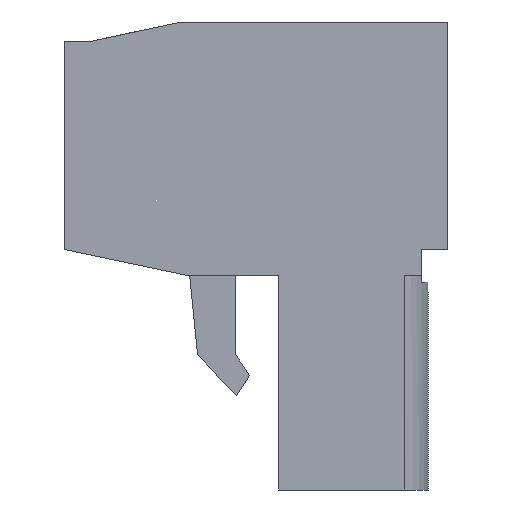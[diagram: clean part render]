
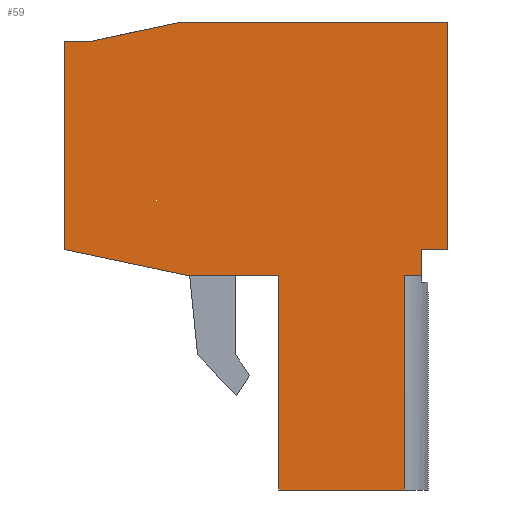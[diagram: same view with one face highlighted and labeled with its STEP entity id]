
A CAD part, left-side view. The second image highlights one B-rep face of the part: STEP entity #59.
In plain terms, the highlighted planar face has unit normal (-1, 0, 0).
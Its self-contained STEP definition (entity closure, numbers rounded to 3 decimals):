
#59=ADVANCED_FACE('',(#183),#184,.F.);
#183=FACE_OUTER_BOUND('',#432,.T.);
#184=PLANE('',#433);
#432=EDGE_LOOP('',(#681,#682,#683,#684,#685,#686,#687,#688,#689,#690,#691,#692,#693));
#433=AXIS2_PLACEMENT_3D('',#694,#695,#696);
#681=ORIENTED_EDGE('',*,*,#1636,.F.);
#682=ORIENTED_EDGE('',*,*,#1637,.F.);
#683=ORIENTED_EDGE('',*,*,#1638,.F.);
#684=ORIENTED_EDGE('',*,*,#1639,.F.);
#685=ORIENTED_EDGE('',*,*,#1640,.F.);
#686=ORIENTED_EDGE('',*,*,#1641,.F.);
#687=ORIENTED_EDGE('',*,*,#1642,.F.);
#688=ORIENTED_EDGE('',*,*,#1643,.F.);
#689=ORIENTED_EDGE('',*,*,#1644,.F.);
#690=ORIENTED_EDGE('',*,*,#1645,.F.);
#691=ORIENTED_EDGE('',*,*,#1646,.F.);
#692=ORIENTED_EDGE('',*,*,#1647,.T.);
#693=ORIENTED_EDGE('',*,*,#1648,.F.);
#694=CARTESIAN_POINT('',(-5.08,0.0,0.0));
#695=DIRECTION('',(1.0,0.0,0.0));
#696=DIRECTION('',(0.0,1.0,0.0));
#1636=EDGE_CURVE('',#1938,#1939,#1940,.T.);
#1637=EDGE_CURVE('',#1941,#1938,#1942,.T.);
#1638=EDGE_CURVE('',#1943,#1941,#1944,.T.);
#1639=EDGE_CURVE('',#1945,#1943,#1946,.T.);
#1640=EDGE_CURVE('',#1947,#1945,#1948,.T.);
#1641=EDGE_CURVE('',#1949,#1947,#1950,.T.);
#1642=EDGE_CURVE('',#1951,#1949,#1952,.T.);
#1643=EDGE_CURVE('',#1953,#1951,#1954,.T.);
#1644=EDGE_CURVE('',#1955,#1953,#1956,.T.);
#1645=EDGE_CURVE('',#1957,#1955,#1958,.T.);
#1646=EDGE_CURVE('',#1959,#1957,#1960,.T.);
#1647=EDGE_CURVE('',#1959,#1961,#1962,.T.);
#1648=EDGE_CURVE('',#1939,#1961,#1963,.T.);
#1938=VERTEX_POINT('',#2424);
#1939=VERTEX_POINT('',#2425);
#1940=LINE('',#2426,#2427);
#1941=VERTEX_POINT('',#2428);
#1942=LINE('',#2429,#2430);
#1943=VERTEX_POINT('',#2431);
#1944=LINE('',#2432,#2433);
#1945=VERTEX_POINT('',#2434);
#1946=LINE('',#2435,#2436);
#1947=VERTEX_POINT('',#2437);
#1948=LINE('',#2438,#2439);
#1949=VERTEX_POINT('',#2440);
#1950=LINE('',#2441,#2442);
#1951=VERTEX_POINT('',#2443);
#1952=LINE('',#2444,#2445);
#1953=VERTEX_POINT('',#2446);
#1954=LINE('',#2447,#2448);
#1955=VERTEX_POINT('',#2449);
#1956=LINE('',#2450,#2451);
#1957=VERTEX_POINT('',#2452);
#1958=LINE('',#2453,#2454);
#1959=VERTEX_POINT('',#2455);
#1960=LINE('',#2456,#2457);
#1961=VERTEX_POINT('',#2458);
#1962=LINE('',#2459,#2460);
#1963=LINE('',#2461,#2462);
#2424=CARTESIAN_POINT('',(-5.08,-2.692,-3.556));
#2425=CARTESIAN_POINT('',(-5.08,-2.692,-4.572));
#2426=CARTESIAN_POINT('',(-5.08,-2.692,-3.556));
#2427=VECTOR('',#3174,1.016);
#2428=CARTESIAN_POINT('',(-5.08,-3.708,-3.556));
#2429=CARTESIAN_POINT('',(-5.08,-3.708,-3.556));
#2430=VECTOR('',#3175,1.016);
#2431=CARTESIAN_POINT('',(-5.08,-3.708,5.334));
#2432=CARTESIAN_POINT('',(-5.08,-3.708,5.334));
#2433=VECTOR('',#3176,8.89);
#2434=CARTESIAN_POINT('',(-5.08,6.706,5.334));
#2435=CARTESIAN_POINT('',(-5.08,6.706,5.334));
#2436=VECTOR('',#3177,10.414);
#2437=CARTESIAN_POINT('',(-5.08,10.262,4.572));
#2438=CARTESIAN_POINT('',(-5.08,10.262,4.572));
#2439=VECTOR('',#3178,3.637);
#2440=CARTESIAN_POINT('',(-5.08,11.278,4.572));
#2441=CARTESIAN_POINT('',(-5.08,11.278,4.572));
#2442=VECTOR('',#3179,1.016);
#2443=CARTESIAN_POINT('',(-5.08,11.278,-3.556));
#2444=CARTESIAN_POINT('',(-5.08,11.278,-3.556));
#2445=VECTOR('',#3180,8.128);
#2446=CARTESIAN_POINT('',(-5.08,6.452,-4.572));
#2447=CARTESIAN_POINT('',(-5.08,6.452,-4.572));
#2448=VECTOR('',#3181,4.932);
#2449=CARTESIAN_POINT('',(-5.08,2.896,-4.572));
#2450=CARTESIAN_POINT('',(-5.08,2.896,-4.572));
#2451=VECTOR('',#3182,3.556);
#2452=CARTESIAN_POINT('',(-5.08,2.896,-12.954));
#2453=CARTESIAN_POINT('',(-5.08,2.896,-12.954));
#2454=VECTOR('',#3183,8.382);
#2455=CARTESIAN_POINT('',(-5.08,-2.007,-12.954));
#2456=CARTESIAN_POINT('',(-5.08,-2.007,-12.954));
#2457=VECTOR('',#3184,4.902);
#2458=CARTESIAN_POINT('',(-5.08,-2.007,-4.572));
#2459=CARTESIAN_POINT('',(-5.08,-2.007,-12.954));
#2460=VECTOR('',#3185,8.382);
#2461=CARTESIAN_POINT('',(-5.08,-2.692,-4.572));
#2462=VECTOR('',#3186,0.686);
#3174=DIRECTION('',(0.0,0.0,-1.0));
#3175=DIRECTION('',(0.0,1.0,0.0));
#3176=DIRECTION('',(0.0,0.0,-1.0));
#3177=DIRECTION('',(0.0,-1.0,0.0));
#3178=DIRECTION('',(0.0,-0.978,0.21));
#3179=DIRECTION('',(0.0,-1.0,0.0));
#3180=DIRECTION('',(0.0,0.0,1.0));
#3181=DIRECTION('',(0.0,0.979,0.206));
#3182=DIRECTION('',(0.0,1.0,0.0));
#3183=DIRECTION('',(0.0,0.0,1.0));
#3184=DIRECTION('',(0.0,1.0,0.0));
#3185=DIRECTION('',(0.0,0.0,1.0));
#3186=DIRECTION('',(0.0,1.0,0.0));
